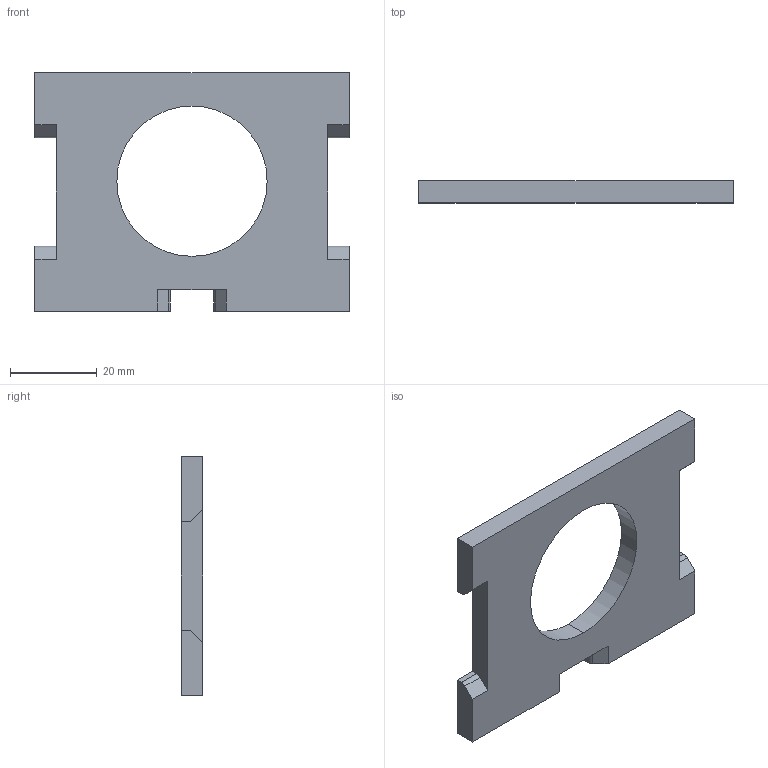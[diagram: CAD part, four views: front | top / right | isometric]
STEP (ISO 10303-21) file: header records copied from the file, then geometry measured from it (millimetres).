
FILE_DESCRIPTION (( 'STEP AP214' ), '1' );
FILE_NAME ('Motor_mount_back__fix_tapp.STEP', '2022-06-09T08:49:25', ( '' ), ( '' ), 'SwSTEP 2.0', 'SolidWorks 2017', '' );
FILE_SCHEMA (( 'AUTOMOTIVE_DESIGN' ));
Length unit declared in the file: millimetre
Products named in the file (1): Motor_mount_back__fix_tapp
Bounding box: 72.5 x 5 x 55 mm (x, y, z)
Volume: 13590.5 mm3; surface area: 7404.4 mm2
Topology: 1 solids, 1 shells, 32 faces, 90 edges, 60 vertices
Faces by surface type: plane 24, cylinder 8
Entity records: 1420 total; most frequent: CARTESIAN_POINT 183, ORIENTED_EDGE 180, DIRECTION 172, EDGE_CURVE 90, VECTOR 74, LINE 74, VERTEX_POINT 60, AXIS2_PLACEMENT_3D 49
